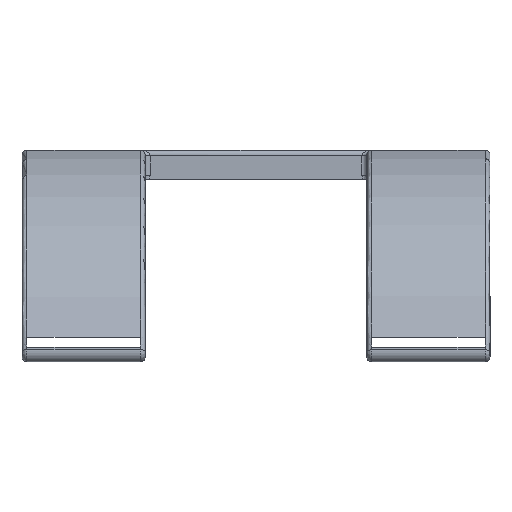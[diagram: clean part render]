
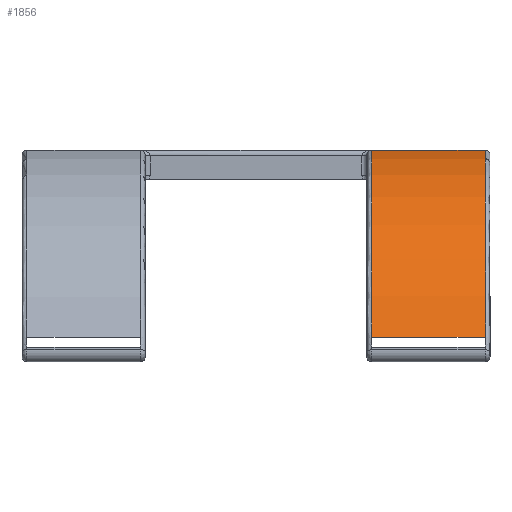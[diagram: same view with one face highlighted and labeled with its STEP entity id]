
A CAD part, left-side view. The second image highlights one B-rep face of the part: STEP entity #1856.
In plain terms, the highlighted cylindrical face has radius 52.407 mm (diameter 104.814 mm), a partial arc.
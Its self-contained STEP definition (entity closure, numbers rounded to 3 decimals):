
#180=FACE_OUTER_BOUND('',#304,.T.);
#304=EDGE_LOOP('',(#1363,#1364,#1365,#1366));
#414=LINE('',#3666,#512);
#415=LINE('',#3669,#513);
#512=VECTOR('',#2396,10.);
#513=VECTOR('',#2399,10.);
#604=CIRCLE('',#1980,52.407);
#650=CIRCLE('',#2042,52.407);
#758=VERTEX_POINT('',#2985);
#759=VERTEX_POINT('',#2987);
#822=VERTEX_POINT('',#3665);
#823=VERTEX_POINT('',#3667);
#930=EDGE_CURVE('',#758,#759,#604,.T.);
#1018=EDGE_CURVE('',#758,#822,#414,.T.);
#1019=EDGE_CURVE('',#823,#822,#650,.T.);
#1020=EDGE_CURVE('',#823,#759,#415,.T.);
#1363=ORIENTED_EDGE('',*,*,#930,.F.);
#1364=ORIENTED_EDGE('',*,*,#1018,.T.);
#1365=ORIENTED_EDGE('',*,*,#1019,.F.);
#1366=ORIENTED_EDGE('',*,*,#1020,.T.);
#1782=CYLINDRICAL_SURFACE('',#2041,52.407);
#1856=ADVANCED_FACE('',(#180),#1782,.T.);
#1980=AXIS2_PLACEMENT_3D('',#2988,#2257,#2258);
#2041=AXIS2_PLACEMENT_3D('',#3664,#2394,#2395);
#2042=AXIS2_PLACEMENT_3D('',#3668,#2397,#2398);
#2257=DIRECTION('center_axis',(0.,1.,0.));
#2258=DIRECTION('ref_axis',(-0.669,0.,0.743));
#2394=DIRECTION('center_axis',(0.,1.,0.));
#2395=DIRECTION('ref_axis',(-0.985,0.,0.173));
#2396=DIRECTION('',(0.,-1.,0.));
#2397=DIRECTION('center_axis',(0.,-1.,0.));
#2398=DIRECTION('ref_axis',(-0.669,0.,0.743));
#2399=DIRECTION('',(0.,1.,0.));
#2985=CARTESIAN_POINT('',(-61.869,24.,5.));
#2987=CARTESIAN_POINT('',(-17.5,24.,43.));
#2988=CARTESIAN_POINT('Origin',(-11.38,24.,-9.049));
#3664=CARTESIAN_POINT('Origin',(-11.38,0.,-9.049));
#3665=CARTESIAN_POINT('',(-61.869,1.,5.));
#3666=CARTESIAN_POINT('',(-61.869,0.,5.));
#3667=CARTESIAN_POINT('',(-17.5,1.,43.));
#3668=CARTESIAN_POINT('Origin',(-11.38,1.,-9.049));
#3669=CARTESIAN_POINT('',(-17.5,0.,43.));
